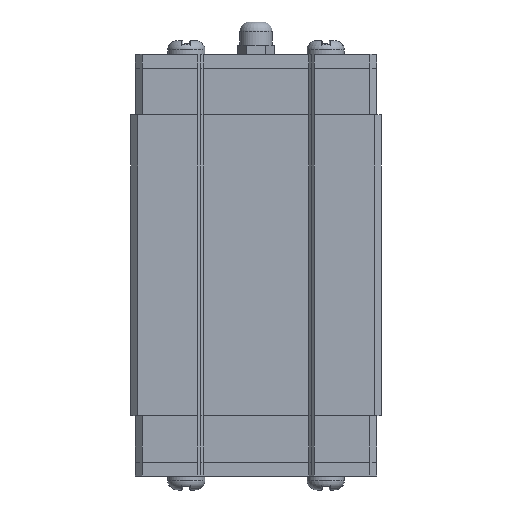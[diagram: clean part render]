
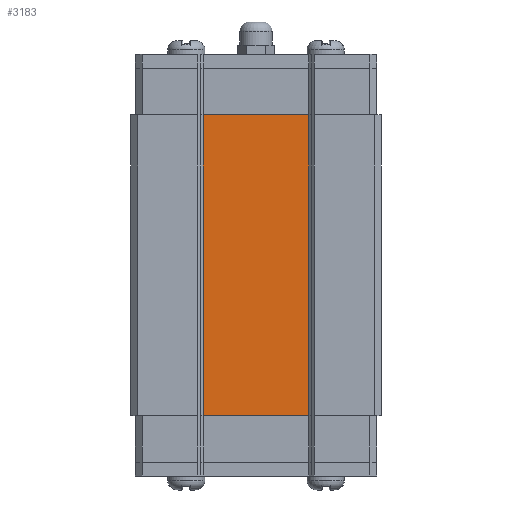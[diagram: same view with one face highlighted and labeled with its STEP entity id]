
A CAD part, front view. The second image highlights one B-rep face of the part: STEP entity #3183.
In plain terms, the highlighted planar face has unit normal (0, -1, 0).
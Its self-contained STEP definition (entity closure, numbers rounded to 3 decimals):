
#662 = VECTOR ( 'NONE', #1936, 1000. ) ;
#1254 = VERTEX_POINT ( 'NONE', #1379 ) ;
#1379 = CARTESIAN_POINT ( 'NONE',  ( -5.7, 8., 0. ) ) ;
#1455 = CARTESIAN_POINT ( 'NONE',  ( 5.7, 8., 32.4 ) ) ;
#1791 = LINE ( 'NONE', #9427, #6379 ) ;
#1936 = DIRECTION ( 'NONE',  ( 0., 0., -1. ) ) ;
#2596 = DIRECTION ( 'NONE',  ( 1., 0., 0. ) ) ;
#2777 = EDGE_LOOP ( 'NONE', ( #4424, #6921, #9978, #11035 ) ) ;
#2981 = EDGE_CURVE ( 'NONE', #4996, #10009, #11304, .T. ) ;
#3118 = CARTESIAN_POINT ( 'NONE',  ( 5.7, 8., 32.4 ) ) ;
#3183 = ADVANCED_FACE ( 'NONE', ( #9161 ), #11308, .F. ) ;
#3200 = VECTOR ( 'NONE', #7990, 1000. ) ;
#3499 = CARTESIAN_POINT ( 'NONE',  ( -6., 8., 45.6 ) ) ;
#4424 = ORIENTED_EDGE ( 'NONE', *, *, #7509, .T. ) ;
#4996 = VERTEX_POINT ( 'NONE', #9601 ) ;
#5464 = DIRECTION ( 'NONE',  ( 0., 1., 0. ) ) ;
#6007 = EDGE_CURVE ( 'NONE', #10217, #10009, #1791, .T. ) ;
#6252 = LINE ( 'NONE', #8159, #11150 ) ;
#6379 = VECTOR ( 'NONE', #2596, 1000. ) ;
#6921 = ORIENTED_EDGE ( 'NONE', *, *, #2981, .T. ) ;
#7509 = EDGE_CURVE ( 'NONE', #1254, #4996, #6252, .T. ) ;
#7741 = CARTESIAN_POINT ( 'NONE',  ( -5.7, 8., 32.4 ) ) ;
#7990 = DIRECTION ( 'NONE',  ( 0., 0., 1. ) ) ;
#8159 = CARTESIAN_POINT ( 'NONE',  ( -6., 8., 0. ) ) ;
#8767 = CARTESIAN_POINT ( 'NONE',  ( -5.7, 8., 0. ) ) ;
#8865 = AXIS2_PLACEMENT_3D ( 'NONE', #3499, #5464, #12301 ) ;
#9151 = DIRECTION ( 'NONE',  ( 1., 0., 0. ) ) ;
#9161 = FACE_OUTER_BOUND ( 'NONE', #2777, .T. ) ;
#9427 = CARTESIAN_POINT ( 'NONE',  ( 0., 8., 32.4 ) ) ;
#9601 = CARTESIAN_POINT ( 'NONE',  ( 5.7, 8., 0. ) ) ;
#9978 = ORIENTED_EDGE ( 'NONE', *, *, #6007, .F. ) ;
#10009 = VERTEX_POINT ( 'NONE', #1455 ) ;
#10217 = VERTEX_POINT ( 'NONE', #7741 ) ;
#10236 = EDGE_CURVE ( 'NONE', #10217, #1254, #11097, .T. ) ;
#11035 = ORIENTED_EDGE ( 'NONE', *, *, #10236, .T. ) ;
#11097 = LINE ( 'NONE', #8767, #662 ) ;
#11150 = VECTOR ( 'NONE', #9151, 1000. ) ;
#11304 = LINE ( 'NONE', #3118, #3200 ) ;
#11308 = PLANE ( 'NONE',  #8865 ) ;
#12301 = DIRECTION ( 'NONE',  ( 0., 0., 1. ) ) ;
